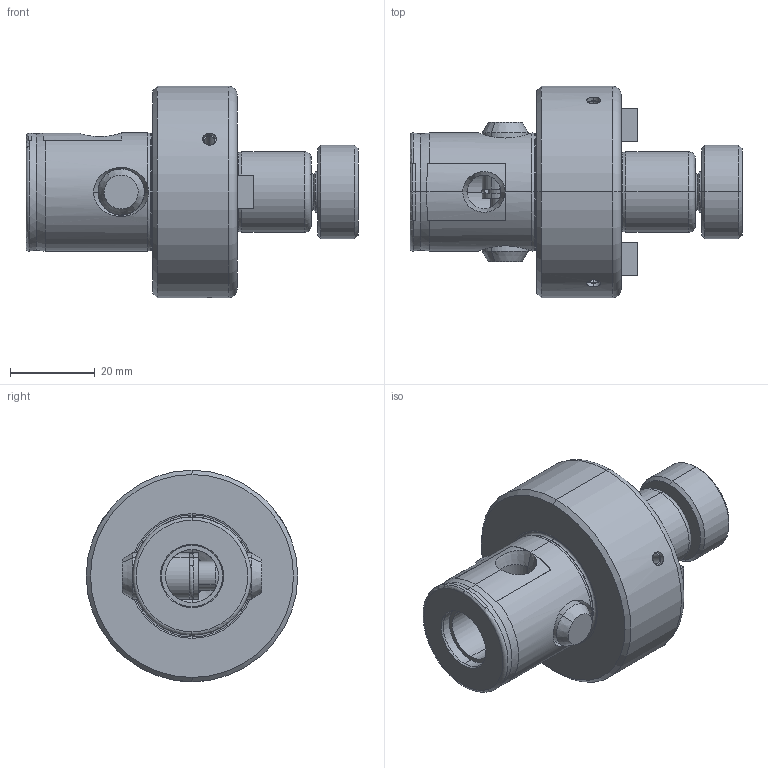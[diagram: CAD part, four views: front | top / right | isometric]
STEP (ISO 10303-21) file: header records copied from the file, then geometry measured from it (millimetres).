
FILE_DESCRIPTION (( 'STEP AP214' ), '1' );
FILE_NAME ('11.335.455.step', '2016-08-05T16:13:37', ( '' ), ( '' ), 'SwSTEP 2.0', 'SolidWorks 2016', '' );
FILE_SCHEMA (( 'AUTOMOTIVE_DESIGN' ));
Length unit declared in the file: millimetre
Products named in the file (7): 11.690.710; 10.691.50X_10.691.505; 11.691.621; 11.335.455_SMC MOD; 691-50XRing_10.691.505Ring; 11.335.455
Assembly tree (7 placements, depth 3):
  11.335.455
    11.335.455_SMC MOD
    10.691.50X_10.691.505
      10.691.50X_10.691.505
      691-50XRing_10.691.505Ring
    11.690.710
    11.691.621  x2
Bounding box: 78.47 x 50 x 50 mm (x, y, z)
Volume: 60807.9 mm3; surface area: 18991.5 mm2
Topology: 6 solids, 6 shells, 292 faces, 720 edges, 436 vertices
Faces by surface type: cone 110, cylinder 99, plane 62, torus 21
Entity records: 9483 total; most frequent: CARTESIAN_POINT 2484, DIRECTION 1512, ORIENTED_EDGE 1344, EDGE_CURVE 672, AXIS2_PLACEMENT_3D 629, VERTEX_POINT 410, CIRCLE 344, EDGE_LOOP 296
